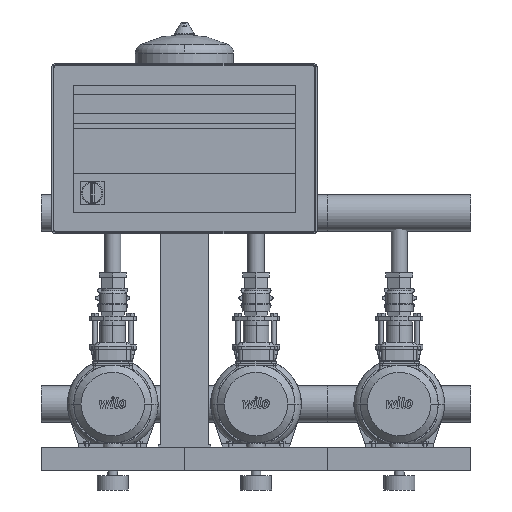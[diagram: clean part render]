
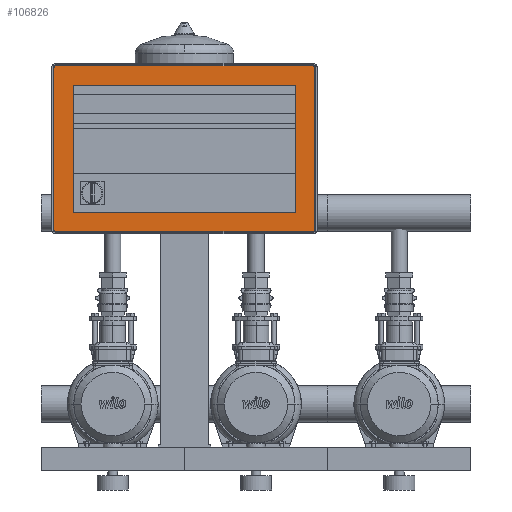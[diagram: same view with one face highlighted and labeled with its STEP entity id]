
A CAD part, front view. The second image highlights one B-rep face of the part: STEP entity #106826.
In plain terms, the highlighted planar face has unit normal (0, -1, 0).
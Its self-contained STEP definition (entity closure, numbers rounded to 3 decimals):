
#105532=CARTESIAN_POINT('',(67.,-390.95,848.0));
#105533=VERTEX_POINT('',#105532);
#105540=CARTESIAN_POINT('',(67.,-390.95,582.0));
#105541=VERTEX_POINT('',#105540);
#105542=CARTESIAN_POINT('',(67.,-390.95,582.0));
#105543=DIRECTION('',(0.0,0.0,1.0));
#105544=VECTOR('',#105543,266.0);
#105545=LINE('',#105542,#105544);
#105546=EDGE_CURVE('',#105541,#105533,#105545,.T.);
#105571=CARTESIAN_POINT('',(533.,-390.95,582.));
#105572=VERTEX_POINT('',#105571);
#105573=CARTESIAN_POINT('',(533.,-390.95,582.));
#105574=DIRECTION('',(-1.0,0.0,0.0));
#105575=VECTOR('',#105574,466.0);
#105576=LINE('',#105573,#105575);
#105577=EDGE_CURVE('',#105572,#105541,#105576,.T.);
#105602=CARTESIAN_POINT('',(533.0,-390.95,848.0));
#105603=VERTEX_POINT('',#105602);
#105604=CARTESIAN_POINT('',(533.0,-390.95,848.0));
#105605=DIRECTION('',(0.0,0.0,-1.0));
#105606=VECTOR('',#105605,266.);
#105607=LINE('',#105604,#105606);
#105608=EDGE_CURVE('',#105603,#105572,#105607,.T.);
#105631=CARTESIAN_POINT('',(67.,-390.95,848.0));
#105632=DIRECTION('',(1.0,0.0,0.0));
#105633=VECTOR('',#105632,466.0);
#105634=LINE('',#105631,#105633);
#105635=EDGE_CURVE('',#105533,#105603,#105634,.T.);
#106561=CARTESIAN_POINT('',(27.,-390.95,545.0));
#106562=VERTEX_POINT('',#106561);
#106570=CARTESIAN_POINT('',(27.0,-390.95,885.0));
#106571=VERTEX_POINT('',#106570);
#106572=CARTESIAN_POINT('',(27.,-390.95,545.0));
#106573=DIRECTION('',(0.0,0.0,1.0));
#106574=VECTOR('',#106573,340.0);
#106575=LINE('',#106572,#106574);
#106576=EDGE_CURVE('',#106562,#106571,#106575,.T.);
#106601=CARTESIAN_POINT('',(30.,-390.95,542.0));
#106602=VERTEX_POINT('',#106601);
#106610=CARTESIAN_POINT('',(30.,-390.95,545.0));
#106611=DIRECTION('',(0.,1.,0.));
#106612=DIRECTION('',(-0.707,0.,-0.707));
#106613=AXIS2_PLACEMENT_3D('',#106610,#106611,#106612);
#106614=CIRCLE('',#106613,3.);
#106615=EDGE_CURVE('',#106602,#106562,#106614,.T.);
#106627=CARTESIAN_POINT('',(30.0,-390.95,888.0));
#106628=VERTEX_POINT('',#106627);
#106646=CARTESIAN_POINT('',(30.0,-390.95,885.0));
#106647=DIRECTION('',(0.,1.0,0.));
#106648=DIRECTION('',(-0.707,0.,0.707));
#106649=AXIS2_PLACEMENT_3D('',#106646,#106647,#106648);
#106650=CIRCLE('',#106649,3.0);
#106651=EDGE_CURVE('',#106571,#106628,#106650,.T.);
#106661=CARTESIAN_POINT('',(570.,-390.95,542.0));
#106662=VERTEX_POINT('',#106661);
#106670=CARTESIAN_POINT('',(570.,-390.95,542.0));
#106671=DIRECTION('',(-1.0,0.0,0.0));
#106672=VECTOR('',#106671,540.0);
#106673=LINE('',#106670,#106672);
#106674=EDGE_CURVE('',#106662,#106602,#106673,.T.);
#106686=CARTESIAN_POINT('',(570.0,-390.95,888.0));
#106687=VERTEX_POINT('',#106686);
#106704=CARTESIAN_POINT('',(30.0,-390.95,888.0));
#106705=DIRECTION('',(1.0,0.0,0.0));
#106706=VECTOR('',#106705,540.0);
#106707=LINE('',#106704,#106706);
#106708=EDGE_CURVE('',#106628,#106687,#106707,.T.);
#106718=CARTESIAN_POINT('',(573.,-390.95,545.0));
#106719=VERTEX_POINT('',#106718);
#106727=CARTESIAN_POINT('',(570.,-390.95,545.0));
#106728=DIRECTION('',(0.,1.,0.));
#106729=DIRECTION('',(0.707,0.,-0.707));
#106730=AXIS2_PLACEMENT_3D('',#106727,#106728,#106729);
#106731=CIRCLE('',#106730,3.);
#106732=EDGE_CURVE('',#106719,#106662,#106731,.T.);
#106744=CARTESIAN_POINT('',(573.0,-390.95,885.0));
#106745=VERTEX_POINT('',#106744);
#106761=CARTESIAN_POINT('',(570.0,-390.95,885.0));
#106762=DIRECTION('',(0.,1.0,0.));
#106763=DIRECTION('',(0.707,0.,0.707));
#106764=AXIS2_PLACEMENT_3D('',#106761,#106762,#106763);
#106765=CIRCLE('',#106764,3.);
#106766=EDGE_CURVE('',#106687,#106745,#106765,.T.);
#106779=CARTESIAN_POINT('',(573.0,-390.95,885.0));
#106780=DIRECTION('',(0.0,0.0,-1.0));
#106781=VECTOR('',#106780,340.0);
#106782=LINE('',#106779,#106781);
#106783=EDGE_CURVE('',#106745,#106719,#106782,.T.);
#106805=CARTESIAN_POINT('',(300.,-390.95,715.0));
#106806=DIRECTION('',(0.0,-1.0,0.0));
#106807=DIRECTION('',(1.0,0.0,0.0));
#106808=AXIS2_PLACEMENT_3D('',#106805,#106806,#106807);
#106809=PLANE('',#106808);
#106810=ORIENTED_EDGE('',*,*,#106576,.F.);
#106811=ORIENTED_EDGE('',*,*,#106615,.F.);
#106812=ORIENTED_EDGE('',*,*,#106674,.F.);
#106813=ORIENTED_EDGE('',*,*,#106732,.F.);
#106814=ORIENTED_EDGE('',*,*,#106783,.F.);
#106815=ORIENTED_EDGE('',*,*,#106766,.F.);
#106816=ORIENTED_EDGE('',*,*,#106708,.F.);
#106817=ORIENTED_EDGE('',*,*,#106651,.F.);
#106818=EDGE_LOOP('',(#106810,#106811,#106812,#106813,#106814,#106815,#106816,#106817));
#106819=FACE_OUTER_BOUND('',#106818,.T.);
#106820=ORIENTED_EDGE('',*,*,#105546,.T.);
#106821=ORIENTED_EDGE('',*,*,#105635,.T.);
#106822=ORIENTED_EDGE('',*,*,#105608,.T.);
#106823=ORIENTED_EDGE('',*,*,#105577,.T.);
#106824=EDGE_LOOP('',(#106820,#106821,#106822,#106823));
#106825=FACE_BOUND('',#106824,.T.);
#106826=ADVANCED_FACE('',(#106819,#106825),#106809,.T.);
